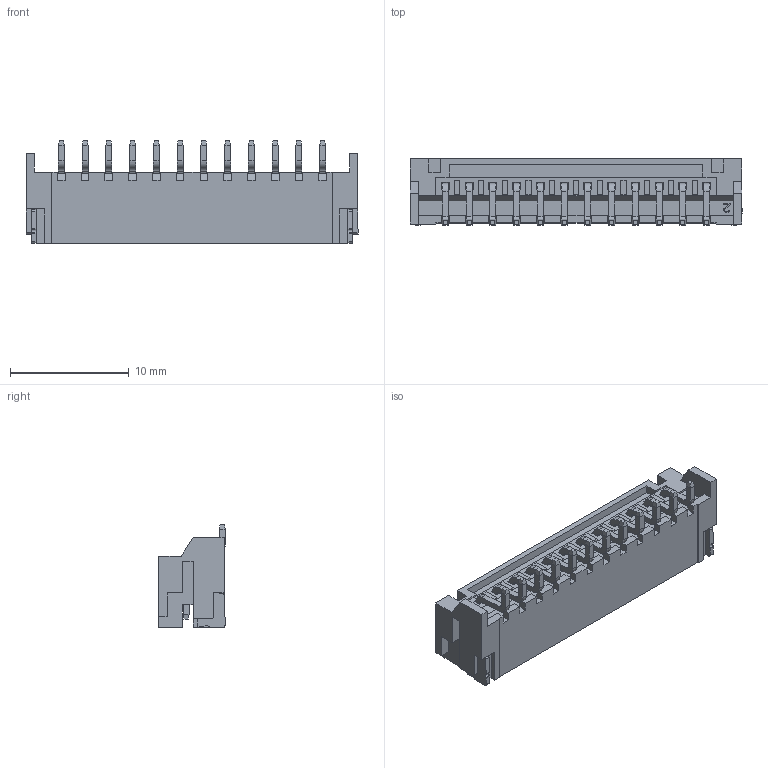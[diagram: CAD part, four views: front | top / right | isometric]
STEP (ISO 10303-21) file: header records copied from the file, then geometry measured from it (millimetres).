
FILE_DESCRIPTION((''),'2;1');
FILE_NAME('200-WTB-F-RA-SMT-CONN-12P','2021-06-08T',('Administrator'),(''),'CREO PARAMETRIC BY PTC INC, 2014500','CREO PARAMETRIC BY PTC INC, 2014500','');
FILE_SCHEMA(('CONFIG_CONTROL_DESIGN'));
Length unit declared in the file: millimetre
Products named in the file (1): 200-WTB-F-RA-SMT-CONN-12P
Bounding box: 27.95 x 5.6 x 8.65 mm (x, y, z)
Volume: 374.5 mm3; surface area: 1365.5 mm2
Topology: 1 solids, 1 shells, 853 faces, 2335 edges, 1500 vertices
Faces by surface type: plane 738, cylinder 115
Entity records: 26525 total; most frequent: CARTESIAN_POINT 4688, ORIENTED_EDGE 4670, DIRECTION 4271, EDGE_CURVE 2335, VECTOR 2105, LINE 2105, VERTEX_POINT 1500, AXIS2_PLACEMENT_3D 1083
